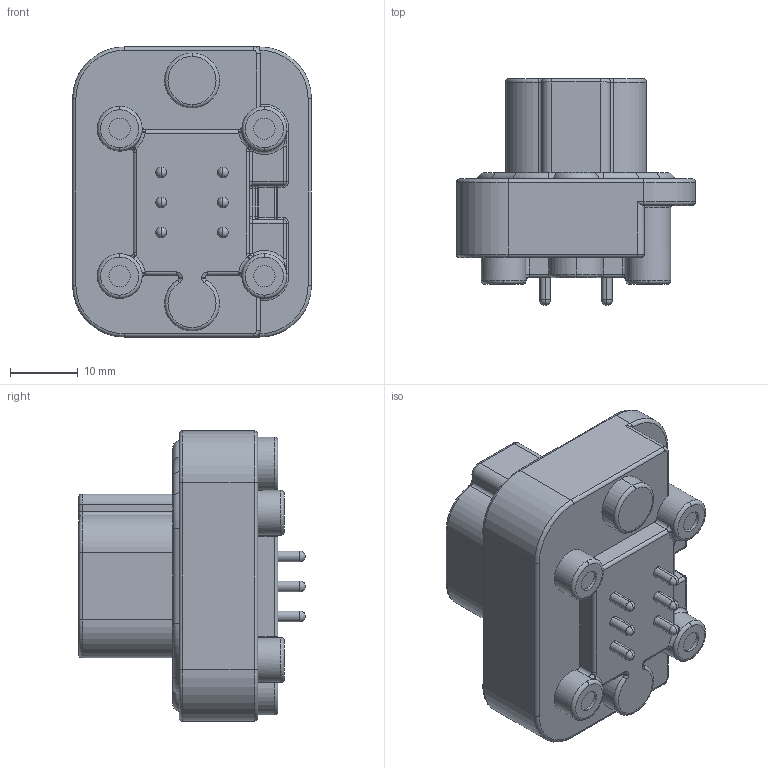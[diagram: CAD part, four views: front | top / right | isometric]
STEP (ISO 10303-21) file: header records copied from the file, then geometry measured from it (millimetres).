
FILE_DESCRIPTION((''),'2;1');
FILE_NAME('PL000636-06-02','2018-08-06T',('Jony.xie'),(''),'PRO/ENGINEER BY PARAMETRIC TECHNOLOGY CORPORATION, 2013230','PRO/ENGINEER BY PARAMETRIC TECHNOLOGY CORPORATION, 2013230','');
FILE_SCHEMA(('CONFIG_CONTROL_DESIGN'));
Length unit declared in the file: millimetre
Products named in the file (1): PL000636-06-02
Bounding box: 35.25 x 33.42 x 42.8 mm (x, y, z)
Volume: 17144.1 mm3; surface area: 8273.4 mm2
Topology: 1 solids, 1 shells, 566 faces, 1421 edges, 872 vertices
Faces by surface type: cylinder 179, plane 142, extrusion 91, torus 78, sphere 38, bspline 34, cone 4
Entity records: 18747 total; most frequent: CARTESIAN_POINT 5571, ORIENTED_EDGE 2794, DIRECTION 2618, EDGE_CURVE 1397, AXIS2_PLACEMENT_3D 965, VERTEX_POINT 872, VECTOR 688, EDGE_LOOP 605
